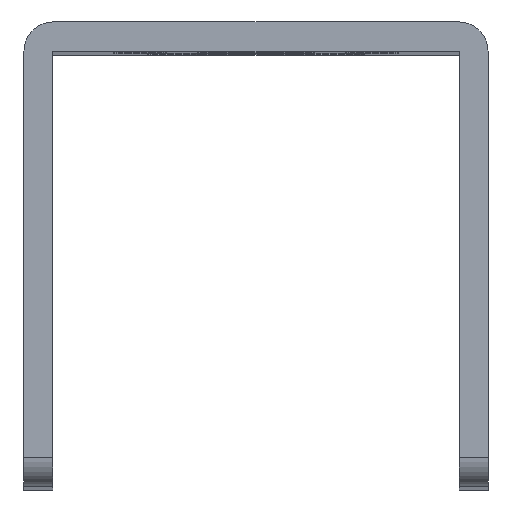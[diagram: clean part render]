
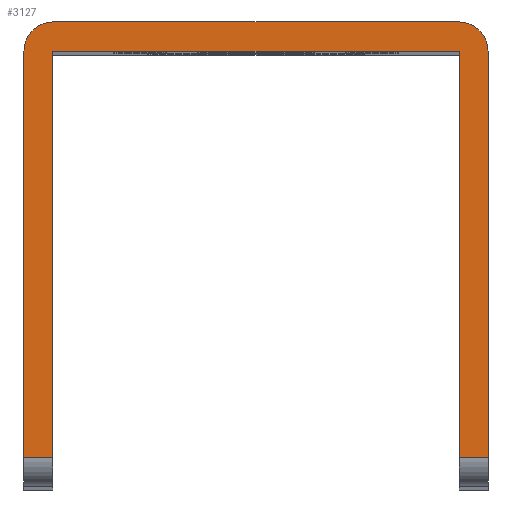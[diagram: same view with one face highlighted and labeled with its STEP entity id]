
A CAD part, top view. The second image highlights one B-rep face of the part: STEP entity #3127.
In plain terms, the highlighted planar face has unit normal (0, 0, 1).
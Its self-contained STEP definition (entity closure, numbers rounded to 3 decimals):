
#270=PLANE('',#3536);
#403=FACE_OUTER_BOUND('',#788,.T.);
#788=EDGE_LOOP('',(#2832,#2833,#2834,#2835,#2836,#2837,#2838,#2839,#2840,
#2841));
#921=LINE('',#5244,#1074);
#926=LINE('',#5260,#1079);
#928=LINE('',#5264,#1081);
#933=LINE('',#5276,#1086);
#938=LINE('',#5292,#1091);
#942=LINE('',#5301,#1095);
#946=LINE('',#5309,#1099);
#947=LINE('',#5310,#1100);
#1074=VECTOR('',#4415,1000.);
#1079=VECTOR('',#4430,1000.);
#1081=VECTOR('',#4434,1000.);
#1086=VECTOR('',#4443,1000.);
#1091=VECTOR('',#4458,1000.);
#1095=VECTOR('',#4464,1000.);
#1099=VECTOR('',#4476,1000.);
#1100=VECTOR('',#4477,1000.);
#1357=CIRCLE('',#3537,2.);
#1358=CIRCLE('',#3538,2.);
#1609=VERTEX_POINT('',#5241);
#1610=VERTEX_POINT('',#5243);
#1615=VERTEX_POINT('',#5257);
#1616=VERTEX_POINT('',#5259);
#1617=VERTEX_POINT('',#5263);
#1622=VERTEX_POINT('',#5275);
#1627=VERTEX_POINT('',#5289);
#1628=VERTEX_POINT('',#5291);
#1631=VERTEX_POINT('',#5298);
#1632=VERTEX_POINT('',#5300);
#2006=EDGE_CURVE('',#1610,#1609,#921,.T.);
#2014=EDGE_CURVE('',#1616,#1615,#926,.T.);
#2016=EDGE_CURVE('',#1617,#1616,#928,.T.);
#2022=EDGE_CURVE('',#1622,#1617,#933,.T.);
#2030=EDGE_CURVE('',#1628,#1627,#938,.T.);
#2034=EDGE_CURVE('',#1632,#1631,#942,.T.);
#2040=EDGE_CURVE('',#1627,#1622,#946,.T.);
#2041=EDGE_CURVE('',#1615,#1610,#947,.T.);
#2042=EDGE_CURVE('',#1609,#1632,#1357,.T.);
#2043=EDGE_CURVE('',#1631,#1628,#1358,.T.);
#2832=ORIENTED_EDGE('',*,*,#2030,.T.);
#2833=ORIENTED_EDGE('',*,*,#2040,.T.);
#2834=ORIENTED_EDGE('',*,*,#2022,.T.);
#2835=ORIENTED_EDGE('',*,*,#2016,.T.);
#2836=ORIENTED_EDGE('',*,*,#2014,.T.);
#2837=ORIENTED_EDGE('',*,*,#2041,.T.);
#2838=ORIENTED_EDGE('',*,*,#2006,.T.);
#2839=ORIENTED_EDGE('',*,*,#2042,.T.);
#2840=ORIENTED_EDGE('',*,*,#2034,.T.);
#2841=ORIENTED_EDGE('',*,*,#2043,.T.);
#3127=ADVANCED_FACE('',(#403),#270,.T.);
#3536=AXIS2_PLACEMENT_3D('',#5308,#4474,#4475);
#3537=AXIS2_PLACEMENT_3D('',#5311,#4478,#4479);
#3538=AXIS2_PLACEMENT_3D('',#5312,#4480,#4481);
#4415=DIRECTION('',(0.,1.,0.));
#4430=DIRECTION('',(0.,-1.,0.));
#4434=DIRECTION('',(1.,0.,0.));
#4443=DIRECTION('',(0.,1.,0.));
#4458=DIRECTION('',(0.,-1.,0.));
#4464=DIRECTION('',(-1.,0.,0.));
#4474=DIRECTION('center_axis',(0.,0.,1.));
#4475=DIRECTION('ref_axis',(1.,0.,0.));
#4476=DIRECTION('',(1.,0.,0.));
#4477=DIRECTION('',(1.,0.,0.));
#4478=DIRECTION('center_axis',(0.,0.,1.));
#4479=DIRECTION('ref_axis',(1.,0.,0.));
#4480=DIRECTION('center_axis',(0.,0.,1.));
#4481=DIRECTION('ref_axis',(1.,0.,0.));
#5241=CARTESIAN_POINT('',(16.,14.,0.));
#5243=CARTESIAN_POINT('',(16.,-14.,0.));
#5244=CARTESIAN_POINT('',(16.,16.,0.));
#5257=CARTESIAN_POINT('',(14.,-14.,0.));
#5259=CARTESIAN_POINT('',(14.,14.,0.));
#5260=CARTESIAN_POINT('',(14.,14.,0.));
#5263=CARTESIAN_POINT('',(-14.,14.,0.));
#5264=CARTESIAN_POINT('',(-14.,14.,0.));
#5275=CARTESIAN_POINT('',(-14.,-14.,0.));
#5276=CARTESIAN_POINT('',(-14.,14.,0.));
#5289=CARTESIAN_POINT('',(-16.,-14.,0.));
#5291=CARTESIAN_POINT('',(-16.,14.,0.));
#5292=CARTESIAN_POINT('',(-16.,16.,0.));
#5298=CARTESIAN_POINT('',(-14.,16.,0.));
#5300=CARTESIAN_POINT('',(14.,16.,0.));
#5301=CARTESIAN_POINT('',(-16.,16.,0.));
#5308=CARTESIAN_POINT('Origin',(0.,0.,0.));
#5309=CARTESIAN_POINT('',(0.,-14.,0.));
#5310=CARTESIAN_POINT('',(0.,-14.,0.));
#5311=CARTESIAN_POINT('Origin',(14.,14.,0.));
#5312=CARTESIAN_POINT('Origin',(-14.,14.,0.));
